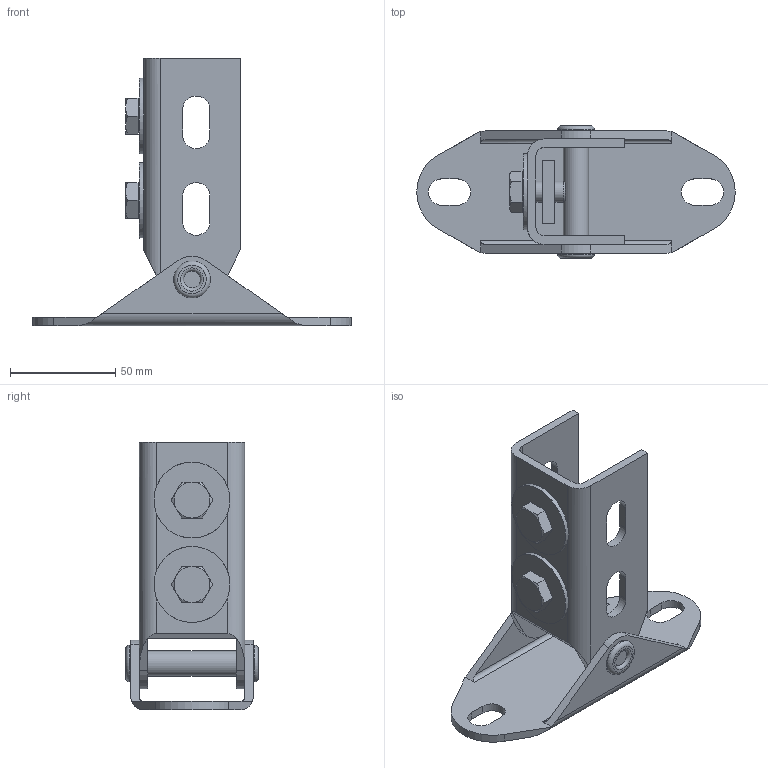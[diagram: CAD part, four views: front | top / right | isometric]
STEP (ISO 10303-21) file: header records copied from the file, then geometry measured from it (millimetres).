
FILE_DESCRIPTION((''),'2;1');
FILE_NAME('129660.stp','2010-07-16T10:07:09',('DMK009'),(''),'Autodesk Inventor 2010','Autodesk Inventor 2010','');
FILE_SCHEMA(('AUTOMOTIVE_DESIGN { 1 0 10303 214 1 1 1 1 }'));
Length unit declared in the file: millimetre
Products named in the file (1): 129660
Bounding box: 151 x 63 x 127 mm (x, y, z)
Volume: 112688.4 mm3; surface area: 57746.1 mm2
Topology: 1 solids, 1 shells, 154 faces, 382 edges, 246 vertices
Faces by surface type: plane 80, cylinder 43, cone 16, bspline 11, torus 4
Full cylindrical faces by diameter (mm): 9.188 x2, 10 x4, 12 x1, 12.3 x2, 15.4 x2, 17.5 x2, 36 x2
Entity records: 4510 total; most frequent: CARTESIAN_POINT 879, DIRECTION 741, ORIENTED_EDGE 698, EDGE_CURVE 349, AXIS2_PLACEMENT_3D 272, VERTEX_POINT 238, EDGE_LOOP 213, VECTOR 197
